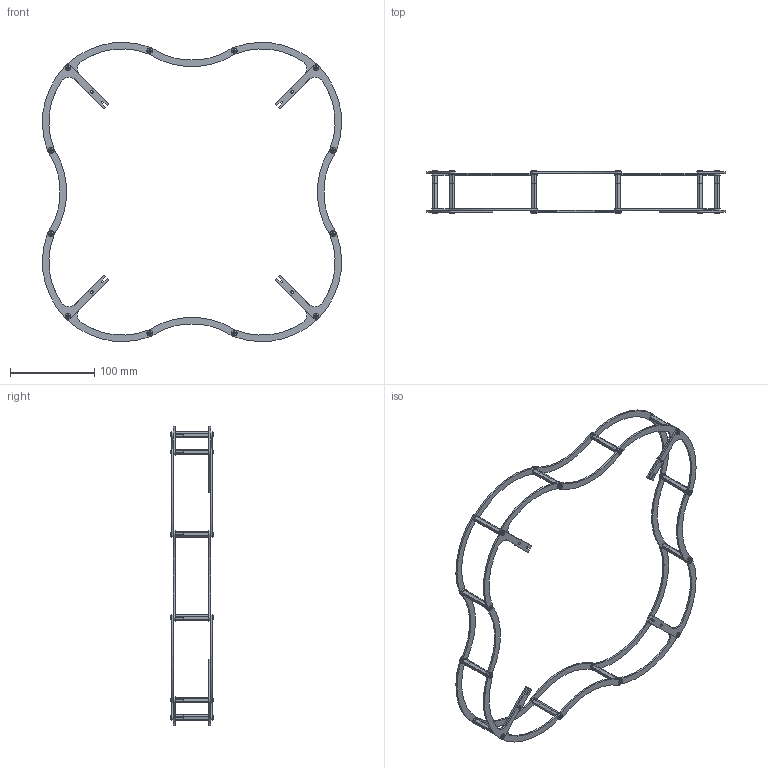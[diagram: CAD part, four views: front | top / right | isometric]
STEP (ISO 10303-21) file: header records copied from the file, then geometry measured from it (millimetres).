
FILE_DESCRIPTION (( 'STEP AP203' ), '1' );
FILE_NAME ('GuardAssembly.STEP', '2022-09-13T17:11:27', ( '' ), ( '' ), 'SwSTEP 2.0', 'SolidWorks 2019', '' );
FILE_SCHEMA (( 'CONFIG_CONTROL_DESIGN' ));
Length unit declared in the file: millimetre
Products named in the file (17): ScrewM3xAdapter_ThreadAdapterSimplified; Nylon_Hex_Thread_Adapter_92910A128; Prop Guard Mount; 97763A814_18-8 Stainless Steel Button Head Hex Drive Screws_Simplified; Prop Guard; GuardAssembly
Assembly tree (72 placements, depth 3):
  GuardAssembly
    Prop Guard Mount  x8
    Prop Guard  x16
    ScrewM3xAdapter_ThreadAdapterSimplified
      97763A814_18-8 Stainless Steel Button Head Hex Drive Screws_Simplified  x2
      Nylon_Hex_Thread_Adapter_92910A128
    ScrewM3xAdapter_ThreadAdapterSimplified
      97763A814_18-8 Stainless Steel Button Head Hex Drive Screws_Simplified  x2
      Nylon_Hex_Thread_Adapter_92910A128
    ScrewM3xAdapter_ThreadAdapterSimplified
      97763A814_18-8 Stainless Steel Button Head Hex Drive Screws_Simplified  x2
      Nylon_Hex_Thread_Adapter_92910A128
    ScrewM3xAdapter_ThreadAdapterSimplified
      97763A814_18-8 Stainless Steel Button Head Hex Drive Screws_Simplified  x2
      Nylon_Hex_Thread_Adapter_92910A128
    ScrewM3xAdapter_ThreadAdapterSimplified
      97763A814_18-8 Stainless Steel Button Head Hex Drive Screws_Simplified  x2
      Nylon_Hex_Thread_Adapter_92910A128
    ScrewM3xAdapter_ThreadAdapterSimplified
      97763A814_18-8 Stainless Steel Button Head Hex Drive Screws_Simplified  x2
      Nylon_Hex_Thread_Adapter_92910A128
    ScrewM3xAdapter_ThreadAdapterSimplified
      97763A814_18-8 Stainless Steel Button Head Hex Drive Screws_Simplified  x2
      Nylon_Hex_Thread_Adapter_92910A128
    ScrewM3xAdapter_ThreadAdapterSimplified
      97763A814_18-8 Stainless Steel Button Head Hex Drive Screws_Simplified  x2
      Nylon_Hex_Thread_Adapter_92910A128
    ScrewM3xAdapter_ThreadAdapterSimplified
      97763A814_18-8 Stainless Steel Button Head Hex Drive Screws_Simplified  x2
      Nylon_Hex_Thread_Adapter_92910A128
    ScrewM3xAdapter_ThreadAdapterSimplified
      97763A814_18-8 Stainless Steel Button Head Hex Drive Screws_Simplified  x2
      Nylon_Hex_Thread_Adapter_92910A128
    ScrewM3xAdapter_ThreadAdapterSimplified
      97763A814_18-8 Stainless Steel Button Head Hex Drive Screws_Simplified  x2
      Nylon_Hex_Thread_Adapter_92910A128
    ScrewM3xAdapter_ThreadAdapterSimplified
      97763A814_18-8 Stainless Steel Button Head Hex Drive Screws_Simplified  x2
      Nylon_Hex_Thread_Adapter_92910A128
Bounding box: 354.86 x 51.3 x 354.86 mm (x, y, z)
Volume: 64129.6 mm3; surface area: 80516.6 mm2
Topology: 60 solids, 60 shells, 1344 faces, 2976 edges, 1824 vertices
Faces by surface type: plane 488, cylinder 448, cone 360, sphere 48
Entity records: 6504 total; most frequent: CARTESIAN_POINT 688, DIRECTION 659, ORIENTED_EDGE 446, AXIS2_PLACEMENT_3D 285, LOCAL_TIME 229, CALENDAR_DATE 229, DATE_AND_TIME 229, COORDINATED_UNIVERSAL_TIME_OFFSET 229
